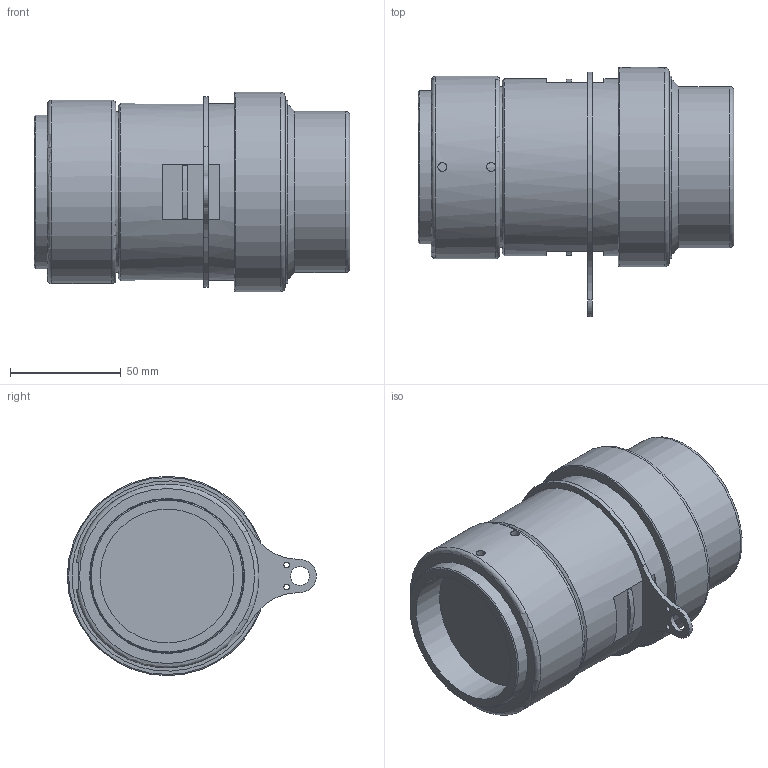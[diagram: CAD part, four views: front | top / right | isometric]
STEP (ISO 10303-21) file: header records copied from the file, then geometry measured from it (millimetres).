
FILE_DESCRIPTION(/* description */ (''),/* implementation_level */ '2;1');
FILE_NAME(/* name */ 'ControlEx Exd-63-S-CP.stp',/* time_stamp */ '2022-11-18T13:39:05+00:00',/* author */ ('areid2'),/* organization */ (''),/* preprocessor_version */ 'ST-DEVELOPER v18.1',/* originating_system */ 'Autodesk Inventor 2020',/* authorisation */ '');
FILE_SCHEMA (('AUTOMOTIVE_DESIGN { 1 0 10303 214 3 1 1 }'));
Length unit declared in the file: millimetre
Products named in the file (1): Part12
Bounding box: 142.72 x 112.5 x 90 mm (x, y, z)
Volume: 684182.6 mm3; surface area: 62839.3 mm2
Topology: 1 solids, 1 shells, 67 faces, 182 edges, 130 vertices
Faces by surface type: plane 30, cylinder 26, cone 6, torus 5
Full cylindrical faces by diameter (mm): 2.5 x2, 4 x3, 4.134 x2, 8.5 x1, 60.5 x1, 69.5 x1, 70 x1, 72.5 x1, 73 x1, 73.5 x1, 80 x2, 82.487 x1, 90 x1
Entity records: 2595 total; most frequent: CARTESIAN_POINT 664, DIRECTION 398, ORIENTED_EDGE 362, EDGE_CURVE 181, AXIS2_PLACEMENT_3D 168, VERTEX_POINT 130, CIRCLE 100, EDGE_LOOP 93
